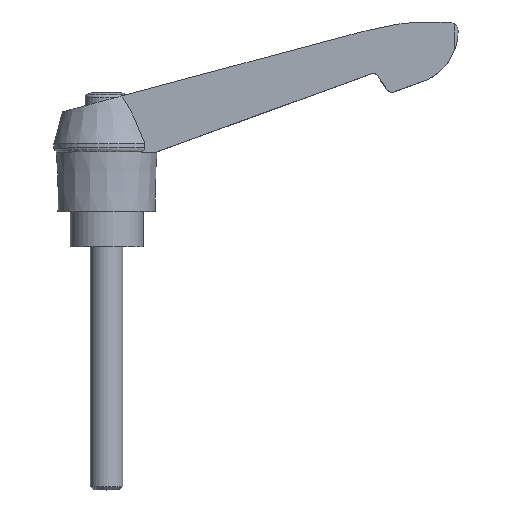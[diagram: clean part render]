
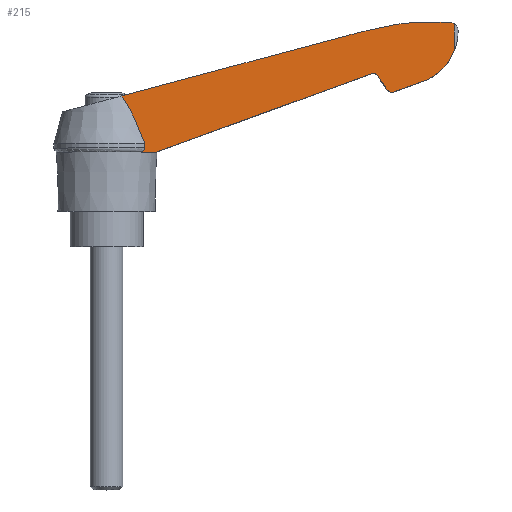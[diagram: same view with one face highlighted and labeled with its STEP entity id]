
A CAD part, top view. The second image highlights one B-rep face of the part: STEP entity #215.
In plain terms, the highlighted planar face has unit normal (0.034, 0, 0.999).
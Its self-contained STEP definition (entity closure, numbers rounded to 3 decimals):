
#215 = ADVANCED_FACE( '', ( #458 ), #459, .F. );
#458 = FACE_OUTER_BOUND( '', #724, .T. );
#459 = PLANE( '', #725 );
#724 = EDGE_LOOP( '', ( #1304, #1305, #1306, #1307, #1308, #1309, #1310, #1311, #1312, #1313, #1314, #1315, #1316, #1317, #1318, #1319 ) );
#725 = AXIS2_PLACEMENT_3D( '', #1320, #1321, #1322 );
#1304 = ORIENTED_EDGE( '', *, *, #1814, .F. );
#1305 = ORIENTED_EDGE( '', *, *, #1721, .T. );
#1306 = ORIENTED_EDGE( '', *, *, #1580, .F. );
#1307 = ORIENTED_EDGE( '', *, *, #1596, .F. );
#1308 = ORIENTED_EDGE( '', *, *, #1824, .T. );
#1309 = ORIENTED_EDGE( '', *, *, #1825, .F. );
#1310 = ORIENTED_EDGE( '', *, *, #1750, .F. );
#1311 = ORIENTED_EDGE( '', *, *, #1826, .F. );
#1312 = ORIENTED_EDGE( '', *, *, #1716, .F. );
#1313 = ORIENTED_EDGE( '', *, *, #1766, .F. );
#1314 = ORIENTED_EDGE( '', *, *, #1684, .F. );
#1315 = ORIENTED_EDGE( '', *, *, #1782, .F. );
#1316 = ORIENTED_EDGE( '', *, *, #1653, .F. );
#1317 = ORIENTED_EDGE( '', *, *, #1649, .F. );
#1318 = ORIENTED_EDGE( '', *, *, #1827, .F. );
#1319 = ORIENTED_EDGE( '', *, *, #1691, .F. );
#1320 = CARTESIAN_POINT( '', ( 0., 46.5, 6.943 ) );
#1321 = DIRECTION( '', ( -0.034, 0., -0.999 ) );
#1322 = DIRECTION( '', ( -0.999, 0., 0.034 ) );
#1580 = EDGE_CURVE( '', #1879, #1880, #1881, .T. );
#1596 = EDGE_CURVE( '', #1908, #1879, #1910, .T. );
#1649 = EDGE_CURVE( '', #1995, #1990, #1997, .T. );
#1653 = EDGE_CURVE( '', #1990, #1999, #2003, .T. );
#1684 = EDGE_CURVE( '', #2054, #2056, #2057, .T. );
#1691 = EDGE_CURVE( '', #2067, #2063, #2069, .T. );
#1716 = EDGE_CURVE( '', #2107, #2092, #2109, .T. );
#1721 = EDGE_CURVE( '', #2115, #1880, #2116, .T. );
#1750 = EDGE_CURVE( '', #2160, #2155, #2162, .T. );
#1766 = EDGE_CURVE( '', #2056, #2107, #2188, .T. );
#1782 = EDGE_CURVE( '', #1999, #2054, #2206, .T. );
#1814 = EDGE_CURVE( '', #2115, #2067, #2247, .T. );
#1824 = EDGE_CURVE( '', #1908, #2260, #2261, .T. );
#1825 = EDGE_CURVE( '', #2155, #2260, #2262, .T. );
#1826 = EDGE_CURVE( '', #2092, #2160, #2263, .T. );
#1827 = EDGE_CURVE( '', #2063, #1995, #2264, .T. );
#1879 = VERTEX_POINT( '', #2323 );
#1880 = VERTEX_POINT( '', #2324 );
#1881 = LINE( '', #2325, #2326 );
#1908 = VERTEX_POINT( '', #2369 );
#1910 = LINE( '', #2372, #2373 );
#1990 = VERTEX_POINT( '', #2476 );
#1995 = VERTEX_POINT( '', #2482 );
#1997 = ELLIPSE( '', #2485, 141.08, 141. );
#1999 = VERTEX_POINT( '', #2487 );
#2003 = ELLIPSE( '', #2492, 35.02, 35. );
#2054 = VERTEX_POINT( '', #2567 );
#2056 = VERTEX_POINT( '', #2570 );
#2057 = ELLIPSE( '', #2571, 1.601, 1.6 );
#2063 = VERTEX_POINT( '', #2587 );
#2067 = VERTEX_POINT( '', #2600 );
#2069 = B_SPLINE_CURVE_WITH_KNOTS( '', 3, ( #2602, #2603, #2604, #2605, #2606, #2607, #2608, #2609, #2610, #2611, #2612, #2613 ), .UNSPECIFIED., .F., .F., ( 4, 2, 2, 2, 2, 4 ), ( 0., 0.002, 0.005, 0.007, 0.009, 0.01 ), .UNSPECIFIED. );
#2092 = VERTEX_POINT( '', #2641 );
#2107 = VERTEX_POINT( '', #2699 );
#2109 = ELLIPSE( '', #2724, 10.006, 10. );
#2115 = VERTEX_POINT( '', #2731 );
#2116 = B_SPLINE_CURVE_WITH_KNOTS( '', 3, ( #2732, #2733, #2734, #2735, #2736, #2737 ), .UNSPECIFIED., .F., .F., ( 4, 2, 4 ), ( 0., 0.001, 0.001 ), .UNSPECIFIED. );
#2155 = VERTEX_POINT( '', #2796 );
#2160 = VERTEX_POINT( '', #2802 );
#2162 = ELLIPSE( '', #2805, 1.001, 1. );
#2188 = LINE( '', #2838, #2839 );
#2206 = ELLIPSE( '', #2865, 35.02, 35. );
#2247 = LINE( '', #2921, #2922 );
#2260 = VERTEX_POINT( '', #2939 );
#2261 = ELLIPSE( '', #2940, 0.7, 0.7 );
#2262 = LINE( '', #2941, #2942 );
#2263 = LINE( '', #2943, #2944 );
#2264 = LINE( '', #2945, #2946 );
#2323 = CARTESIAN_POINT( '', ( 9.2, 17.5, 6.633 ) );
#2324 = CARTESIAN_POINT( '', ( 6.456, 17.5, 6.725 ) );
#2325 = CARTESIAN_POINT( '', ( -0.095, 17.5, 6.946 ) );
#2326 = VECTOR( '', #3034, 1000. );
#2369 = CARTESIAN_POINT( '', ( 49.14, 32.037, 5.285 ) );
#2372 = CARTESIAN_POINT( '', ( 9.107, 17.466, 6.636 ) );
#2373 = VECTOR( '', #3058, 1000. );
#2476 = CARTESIAN_POINT( '', ( 53., 41., 5.155 ) );
#2482 = CARTESIAN_POINT( '', ( 43.4, 38.746, 5.479 ) );
#2485 = AXIS2_PLACEMENT_3D( '', #3126, #3127, #3128 );
#2487 = CARTESIAN_POINT( '', ( 59.7, 41.5, 4.929 ) );
#2492 = AXIS2_PLACEMENT_3D( '', #3133, #3134, #3135 );
#2567 = CARTESIAN_POINT( '', ( 63.6, 41.487, 4.797 ) );
#2570 = CARTESIAN_POINT( '', ( 64.324, 41.207, 4.773 ) );
#2571 = AXIS2_PLACEMENT_3D( '', #3173, #3174, #3175 );
#2587 = CARTESIAN_POINT( '', ( 2.77, 27.859, 6.849 ) );
#2600 = CARTESIAN_POINT( '', ( 7.079, 19., 6.704 ) );
#2602 = CARTESIAN_POINT( '', ( 7.079, 19., 6.704 ) );
#2603 = CARTESIAN_POINT( '', ( 6.787, 19.77, 6.714 ) );
#2604 = CARTESIAN_POINT( '', ( 6.487, 20.537, 6.724 ) );
#2605 = CARTESIAN_POINT( '', ( 5.863, 22.061, 6.745 ) );
#2606 = CARTESIAN_POINT( '', ( 5.539, 22.819, 6.756 ) );
#2607 = CARTESIAN_POINT( '', ( 4.854, 24.317, 6.779 ) );
#2608 = CARTESIAN_POINT( '', ( 4.492, 25.057, 6.791 ) );
#2609 = CARTESIAN_POINT( '', ( 3.899, 26.141, 6.811 ) );
#2610 = CARTESIAN_POINT( '', ( 3.693, 26.497, 6.818 ) );
#2611 = CARTESIAN_POINT( '', ( 3.254, 27.194, 6.833 ) );
#2612 = CARTESIAN_POINT( '', ( 3.022, 27.535, 6.841 ) );
#2613 = CARTESIAN_POINT( '', ( 2.77, 27.859, 6.849 ) );
#2641 = CARTESIAN_POINT( '', ( 57.9, 30.347, 4.99 ) );
#2699 = CARTESIAN_POINT( '', ( 64.324, 36.302, 4.773 ) );
#2724 = AXIS2_PLACEMENT_3D( '', #3214, #3215, #3216 );
#2731 = CARTESIAN_POINT( '', ( 7.079, 18.24, 6.704 ) );
#2732 = CARTESIAN_POINT( '', ( 7.079, 18.24, 6.704 ) );
#2733 = CARTESIAN_POINT( '', ( 7.06, 18.071, 6.705 ) );
#2734 = CARTESIAN_POINT( '', ( 6.979, 17.916, 6.707 ) );
#2735 = CARTESIAN_POINT( '', ( 6.752, 17.666, 6.715 ) );
#2736 = CARTESIAN_POINT( '', ( 6.61, 17.571, 6.72 ) );
#2737 = CARTESIAN_POINT( '', ( 6.456, 17.5, 6.725 ) );
#2796 = CARTESIAN_POINT( '', ( 51.927, 28.962, 5.191 ) );
#2802 = CARTESIAN_POINT( '', ( 53.088, 28.596, 5.152 ) );
#2805 = AXIS2_PLACEMENT_3D( '', #3260, #3261, #3262 );
#2838 = CARTESIAN_POINT( '', ( 64.324, 46.5, 4.773 ) );
#2839 = VECTOR( '', #3282, 1000. );
#2865 = AXIS2_PLACEMENT_3D( '', #3294, #3295, #3296 );
#2921 = CARTESIAN_POINT( '', ( 7.079, 55.578, 6.704 ) );
#2922 = VECTOR( '', #3336, 1000. );
#2939 = CARTESIAN_POINT( '', ( 49.953, 31.781, 5.258 ) );
#2940 = AXIS2_PLACEMENT_3D( '', #3347, #3348, #3349 );
#2941 = CARTESIAN_POINT( '', ( 49.903, 31.852, 5.259 ) );
#2942 = VECTOR( '', #3350, 1000. );
#2943 = CARTESIAN_POINT( '', ( 52.951, 28.546, 5.156 ) );
#2944 = VECTOR( '', #3351, 1000. );
#2945 = CARTESIAN_POINT( '', ( 43.266, 38.71, 5.483 ) );
#2946 = VECTOR( '', #3352, 1000. );
#3034 = DIRECTION( '', ( -0.999, 0., 0.034 ) );
#3058 = DIRECTION( '', ( -0.939, -0.342, 0.032 ) );
#3126 = CARTESIAN_POINT( '', ( 80.407, -97.311, 4.23 ) );
#3127 = DIRECTION( '', ( -0.034, 0., -0.999 ) );
#3128 = DIRECTION( '', ( 0.999, 0., -0.034 ) );
#3133 = CARTESIAN_POINT( '', ( 58.943, 6.508, 4.954 ) );
#3134 = DIRECTION( '', ( -0.034, 0., -0.999 ) );
#3135 = DIRECTION( '', ( 0.999, 0., -0.034 ) );
#3173 = CARTESIAN_POINT( '', ( 63.4, 39.9, 4.804 ) );
#3174 = DIRECTION( '', ( -0.034, 0., -0.999 ) );
#3175 = DIRECTION( '', ( 0.999, 0., -0.034 ) );
#3214 = CARTESIAN_POINT( '', ( 55., 39.917, 5.087 ) );
#3215 = DIRECTION( '', ( -0.034, 0., -0.999 ) );
#3216 = DIRECTION( '', ( 0.999, 0., -0.034 ) );
#3260 = CARTESIAN_POINT( '', ( 52.746, 29.535, 5.163 ) );
#3261 = DIRECTION( '', ( -0.034, 0., -0.999 ) );
#3262 = DIRECTION( '', ( 0.999, 0., -0.034 ) );
#3282 = DIRECTION( '', ( 0., -1., 0. ) );
#3294 = CARTESIAN_POINT( '', ( 61.538, 6.548, 4.867 ) );
#3295 = DIRECTION( '', ( -0.034, 0., -0.999 ) );
#3296 = DIRECTION( '', ( 0.999, 0., -0.034 ) );
#3336 = DIRECTION( '', ( 0., 1., 0. ) );
#3347 = CARTESIAN_POINT( '', ( 49.38, 31.379, 5.277 ) );
#3348 = DIRECTION( '', ( -0.034, 0., -0.999 ) );
#3349 = DIRECTION( '', ( 0.999, 0., -0.034 ) );
#3350 = DIRECTION( '', ( -0.573, 0.819, 0.019 ) );
#3351 = DIRECTION( '', ( -0.939, -0.342, 0.032 ) );
#3352 = DIRECTION( '', ( 0.965, 0.259, -0.033 ) );
